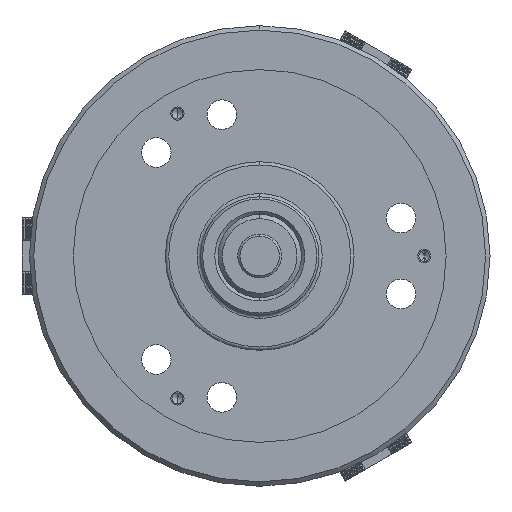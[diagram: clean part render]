
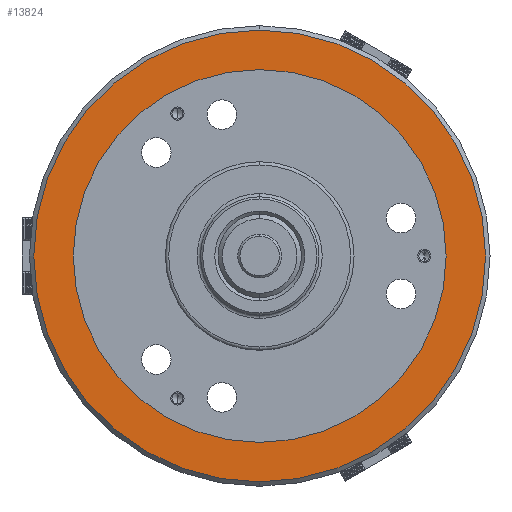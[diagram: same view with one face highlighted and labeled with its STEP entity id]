
A CAD part, left-side view. The second image highlights one B-rep face of the part: STEP entity #13824.
In plain terms, the highlighted planar face has unit normal (-1, 0, 0).
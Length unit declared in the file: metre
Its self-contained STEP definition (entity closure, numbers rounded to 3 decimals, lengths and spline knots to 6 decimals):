
#4052 = CARTESIAN_POINT ( 'NONE',  ( 0., 0., -0.103 ) ) ;
#4082 = CARTESIAN_POINT ( 'NONE',  ( 0., 0., 0. ) ) ;
#4130 = CARTESIAN_POINT ( 'NONE',  ( 0., 0., 0.103 ) ) ;
#4137 = DIRECTION ( 'NONE',  ( 0., 0., -1. ) ) ;
#4138 = DIRECTION ( 'NONE',  ( -1., 0., 0. ) ) ;
#4139 = AXIS2_PLACEMENT_3D ( 'NONE', #4082, #4138, #4137 ) ;
#4140 = CIRCLE ( 'NONE', #4139, 0.103 ) ;
#4190 = CARTESIAN_POINT ( 'NONE',  ( 0., 0., -0.085 ) ) ;
#4243 = CARTESIAN_POINT ( 'NONE',  ( 0., 0., 0.085 ) ) ;
#4246 = DIRECTION ( 'NONE',  ( 0., 0., 1. ) ) ;
#4247 = DIRECTION ( 'NONE',  ( -1., 0., 0. ) ) ;
#4256 = CIRCLE ( 'NONE', #4265, 0.085 ) ;
#4265 = AXIS2_PLACEMENT_3D ( 'NONE', #4268, #4247, #4246 ) ;
#4268 = CARTESIAN_POINT ( 'NONE',  ( 0., 0., 0. ) ) ;
#13819 = EDGE_CURVE ( 'NONE', #23036, #22996, #19803, .T. ) ;
#13820 = ORIENTED_EDGE ( 'NONE', *, *, #13835, .T. ) ;
#13823 = EDGE_LOOP ( 'NONE', ( #13825, #13831 ) ) ;
#13824 = ADVANCED_FACE ( 'NONE', ( #19801, #19816 ), #19760, .F. ) ;
#13825 = ORIENTED_EDGE ( 'NONE', *, *, #13819, .F. ) ;
#13827 = ORIENTED_EDGE ( 'NONE', *, *, #22959, .T. ) ;
#13831 = ORIENTED_EDGE ( 'NONE', *, *, #23032, .F. ) ;
#13835 = EDGE_CURVE ( 'NONE', #22947, #22962, #19789, .T. ) ;
#13836 = EDGE_LOOP ( 'NONE', ( #13820, #13827 ) ) ;
#19760 = PLANE ( 'NONE',  #19795 ) ;
#19782 = DIRECTION ( 'NONE',  ( 0., 0., -1. ) ) ;
#19783 = DIRECTION ( 'NONE',  ( -1., 0., 0. ) ) ;
#19784 = CARTESIAN_POINT ( 'NONE',  ( 0., 0., 0. ) ) ;
#19786 = DIRECTION ( 'NONE',  ( 0., 0., -1. ) ) ;
#19789 = CIRCLE ( 'NONE', #19800, 0.103 ) ;
#19795 = AXIS2_PLACEMENT_3D ( 'NONE', #19808, #19807, #19786 ) ;
#19797 = DIRECTION ( 'NONE',  ( 0., 0., 1. ) ) ;
#19798 = DIRECTION ( 'NONE',  ( -1., 0., 0. ) ) ;
#19800 = AXIS2_PLACEMENT_3D ( 'NONE', #19784, #19783, #19782 ) ;
#19801 = FACE_OUTER_BOUND ( 'NONE', #13836, .T. ) ;
#19803 = CIRCLE ( 'NONE', #19805, 0.085 ) ;
#19805 = AXIS2_PLACEMENT_3D ( 'NONE', #19806, #19798, #19797 ) ;
#19806 = CARTESIAN_POINT ( 'NONE',  ( 0., 0., 0. ) ) ;
#19807 = DIRECTION ( 'NONE',  ( 1., 0., 0. ) ) ;
#19808 = CARTESIAN_POINT ( 'NONE',  ( 0., 0.085, 0. ) ) ;
#19816 = FACE_BOUND ( 'NONE', #13823, .T. ) ;
#22947 = VERTEX_POINT ( 'NONE', #4052 ) ;
#22959 = EDGE_CURVE ( 'NONE', #22962, #22947, #4140, .T. ) ;
#22962 = VERTEX_POINT ( 'NONE', #4130 ) ;
#22996 = VERTEX_POINT ( 'NONE', #4190 ) ;
#23032 = EDGE_CURVE ( 'NONE', #22996, #23036, #4256, .T. ) ;
#23036 = VERTEX_POINT ( 'NONE', #4243 ) ;
